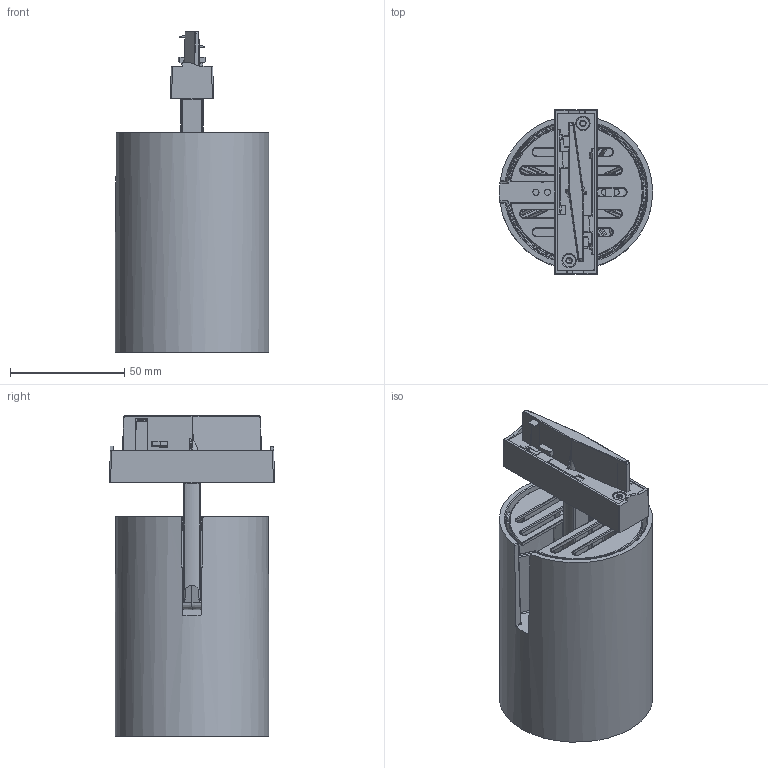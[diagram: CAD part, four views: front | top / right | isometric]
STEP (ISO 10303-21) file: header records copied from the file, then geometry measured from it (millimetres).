
FILE_DESCRIPTION(/* description */ ('This is a sample STEP configuration'),/* implementation_level */ '2;1');
FILE_NAME(/* name */ '599-103xxxxxxxxx SIMPLE.ipt_Rev_00.1.stp',/* time_stamp */ '2023-04-27T15:07:47+02:00',/* author */ ('powerJobs'),/* organization */ ('coolOrange'),/* preprocessor_version */ 'ST-DEVELOPER v19.2',/* originating_system */ 'Autodesk Inventor 2023',/* authorisation */ '');
FILE_SCHEMA (('AUTOMOTIVE_DESIGN { 1 0 10303 214 3 1 1 }'));
Length unit declared in the file: millimetre
Products named in the file (1): ENG000026060
Bounding box: 67 x 72 x 140.1 mm (x, y, z)
Volume: 108885.8 mm3; surface area: 104833.5 mm2
Topology: 15 solids, 15 shells, 5584 faces, 15164 edges, 9529 vertices
Faces by surface type: plane 2141, bspline 2037, cylinder 849, torus 212, sphere 185, cone 160
Full cylindrical faces by diameter (mm): 0.2 x1, 0.4 x1, 2.3 x1, 2.5 x1, 2.7 x7, 3 x1, 3.2 x2, 3.242 x2, 3.3 x5, 5 x2, 5.5 x2, 6 x2, 6.3 x2, 7.5 x1, 8 x1, 13.8 x1, 16 x1, 16.8 x1, 23 x1, 64 x1, 65 x1, 65.7 x1, 67 x1
Entity records: 241053 total; most frequent: CARTESIAN_POINT 114545, ORIENTED_EDGE 30130, DIRECTION 20395, EDGE_CURVE 15065, VERTEX_POINT 9531, LINE 6945, VECTOR 6945, AXIS2_PLACEMENT_3D 6725
